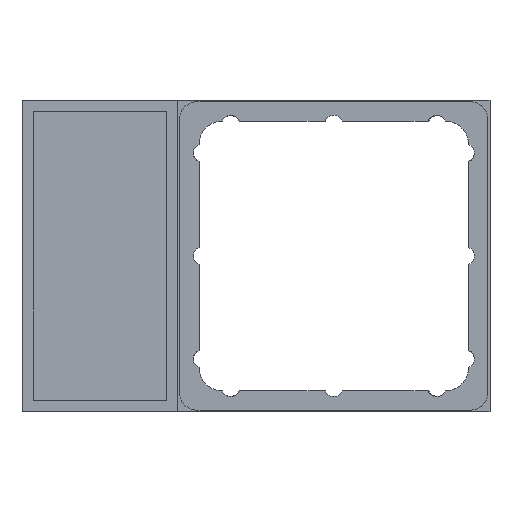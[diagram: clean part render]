
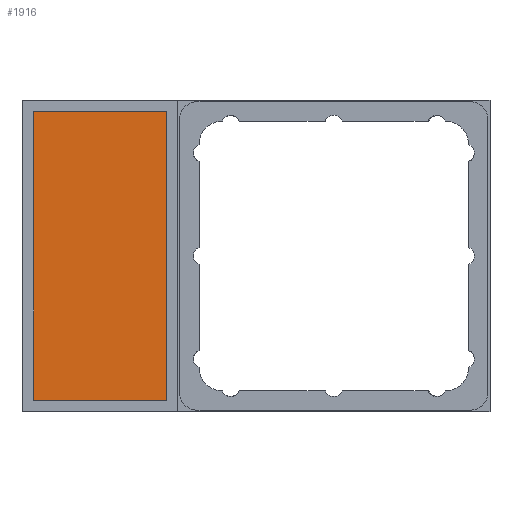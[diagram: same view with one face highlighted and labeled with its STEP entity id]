
A CAD part, top view. The second image highlights one B-rep face of the part: STEP entity #1916.
In plain terms, the highlighted planar face has unit normal (0, 0, 1).
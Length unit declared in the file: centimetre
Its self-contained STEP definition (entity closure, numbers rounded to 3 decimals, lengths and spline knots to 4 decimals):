
#112=FACE_OUTER_BOUND('',#221,.T.);
#221=EDGE_LOOP('',(#1515,#1516,#1517,#1518));
#460=LINE('',#3132,#643);
#464=LINE('',#3140,#647);
#467=LINE('',#3146,#650);
#470=LINE('',#3151,#653);
#643=VECTOR('',#2546,1.15);
#647=VECTOR('',#2552,2.49);
#650=VECTOR('',#2557,1.15);
#653=VECTOR('',#2562,2.49);
#862=VERTEX_POINT('',#3130);
#863=VERTEX_POINT('',#3131);
#866=VERTEX_POINT('',#3139);
#868=VERTEX_POINT('',#3145);
#1097=EDGE_CURVE('',#862,#863,#460,.T.);
#1101=EDGE_CURVE('',#863,#866,#464,.T.);
#1104=EDGE_CURVE('',#866,#868,#467,.T.);
#1107=EDGE_CURVE('',#868,#862,#470,.T.);
#1515=ORIENTED_EDGE('',*,*,#1097,.T.);
#1516=ORIENTED_EDGE('',*,*,#1101,.T.);
#1517=ORIENTED_EDGE('',*,*,#1104,.T.);
#1518=ORIENTED_EDGE('',*,*,#1107,.T.);
#1825=PLANE('',#2112);
#1916=ADVANCED_FACE('',(#112),#1825,.T.);
#2112=AXIS2_PLACEMENT_3D('',#3153,#2564,#2565);
#2546=DIRECTION('',(1.,0.,0.));
#2552=DIRECTION('',(0.,1.,0.));
#2557=DIRECTION('',(-1.,0.,0.));
#2562=DIRECTION('',(0.,-1.,0.));
#2564=DIRECTION('center_axis',(0.,0.,
1.));
#2565=DIRECTION('ref_axis',(1.,0.,0.));
#3130=CARTESIAN_POINT('',(-1.9225,-1.245,0.1075));
#3131=CARTESIAN_POINT('',(-0.7725,-1.245,0.1075));
#3132=CARTESIAN_POINT('',(-0.7725,-1.245,0.1075));
#3139=CARTESIAN_POINT('',(-0.7725,1.245,0.1075));
#3140=CARTESIAN_POINT('',(-0.7725,1.245,0.1075));
#3145=CARTESIAN_POINT('',(-1.9225,1.245,0.1075));
#3146=CARTESIAN_POINT('',(-1.9225,1.245,0.1075));
#3151=CARTESIAN_POINT('',(-1.9225,-1.245,0.1075));
#3153=CARTESIAN_POINT('Origin',(-1.3475,0.,0.1075));
